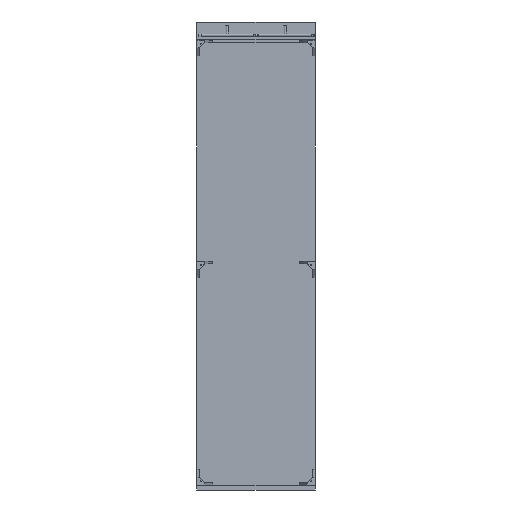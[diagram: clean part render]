
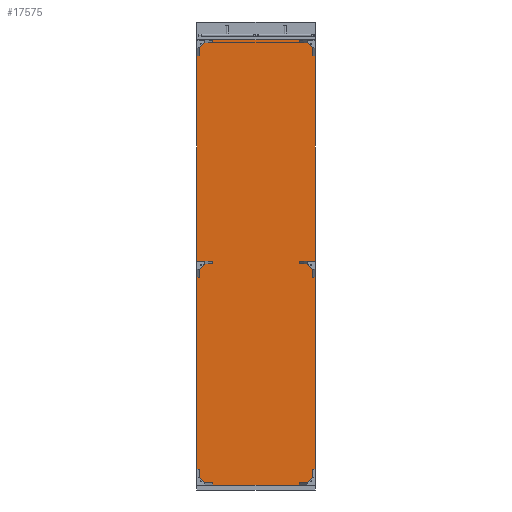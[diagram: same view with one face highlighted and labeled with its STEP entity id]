
A CAD part, front view. The second image highlights one B-rep face of the part: STEP entity #17575.
In plain terms, the highlighted planar face has unit normal (0, -1, 0).
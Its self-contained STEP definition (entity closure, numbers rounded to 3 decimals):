
#1685 = EDGE_LOOP ( 'NONE', ( #9870, #10071, #9975, #10216 ) ) ;
#1893 = CARTESIAN_POINT ( 'NONE',  ( 1125., 0., -8450. ) ) ;
#2182 = CARTESIAN_POINT ( 'NONE',  ( -1125., 0., -8450. ) ) ;
#2578 = CARTESIAN_POINT ( 'NONE',  ( 1125., 0., 0. ) ) ;
#2904 = CARTESIAN_POINT ( 'NONE',  ( -1125., 0., -8450. ) ) ;
#3106 = CARTESIAN_POINT ( 'NONE',  ( -1125., 0., -8450. ) ) ;
#3188 = DIRECTION ( 'NONE',  ( 1., 0., 0. ) ) ;
#3326 = DIRECTION ( 'NONE',  ( 0., 0., 1. ) ) ;
#3707 = CARTESIAN_POINT ( 'NONE',  ( 1125., 0., -8450. ) ) ;
#3886 = VERTEX_POINT ( 'NONE', #1893 ) ;
#4089 = DIRECTION ( 'NONE',  ( 1., 0., 0. ) ) ;
#4347 = AXIS2_PLACEMENT_3D ( 'NONE', #2182, #17329, #17336 ) ;
#4489 = EDGE_CURVE ( 'NONE', #3886, #12683, #16474, .T. ) ;
#5687 = DIRECTION ( 'NONE',  ( 0., 0., 1. ) ) ;
#6919 = EDGE_CURVE ( 'NONE', #16103, #16520, #12565, .T. ) ;
#7552 = EDGE_CURVE ( 'NONE', #16520, #12683, #11062, .T. ) ;
#7601 = EDGE_CURVE ( 'NONE', #16103, #3886, #11024, .T. ) ;
#8699 = CARTESIAN_POINT ( 'NONE',  ( -1125., 0., 0. ) ) ;
#8816 = CARTESIAN_POINT ( 'NONE',  ( -1125., 0., -8450. ) ) ;
#9870 = ORIENTED_EDGE ( 'NONE', *, *, #7552, .F. ) ;
#9975 = ORIENTED_EDGE ( 'NONE', *, *, #7601, .T. ) ;
#10071 = ORIENTED_EDGE ( 'NONE', *, *, #6919, .F. ) ;
#10216 = ORIENTED_EDGE ( 'NONE', *, *, #4489, .T. ) ;
#10959 = VECTOR ( 'NONE', #3188, 1000. ) ;
#11024 = LINE ( 'NONE', #2904, #10959 ) ;
#11040 = VECTOR ( 'NONE', #4089, 1000. ) ;
#11062 = LINE ( 'NONE', #15582, #11040 ) ;
#12563 = VECTOR ( 'NONE', #3326, 1000. ) ;
#12565 = LINE ( 'NONE', #3106, #12563 ) ;
#12683 = VERTEX_POINT ( 'NONE', #2578 ) ;
#14615 = FACE_OUTER_BOUND ( 'NONE', #1685, .T. ) ;
#15582 = CARTESIAN_POINT ( 'NONE',  ( -1125., 0., 0. ) ) ;
#16103 = VERTEX_POINT ( 'NONE', #8816 ) ;
#16441 = VECTOR ( 'NONE', #5687, 1000. ) ;
#16474 = LINE ( 'NONE', #3707, #16441 ) ;
#16520 = VERTEX_POINT ( 'NONE', #8699 ) ;
#17299 = PLANE ( 'NONE',  #4347 ) ;
#17329 = DIRECTION ( 'NONE',  ( 0., -1., 0. ) ) ;
#17336 = DIRECTION ( 'NONE',  ( 0., 0., -1. ) ) ;
#17575 = ADVANCED_FACE ( 'NONE', ( #14615 ), #17299, .T. ) ;
